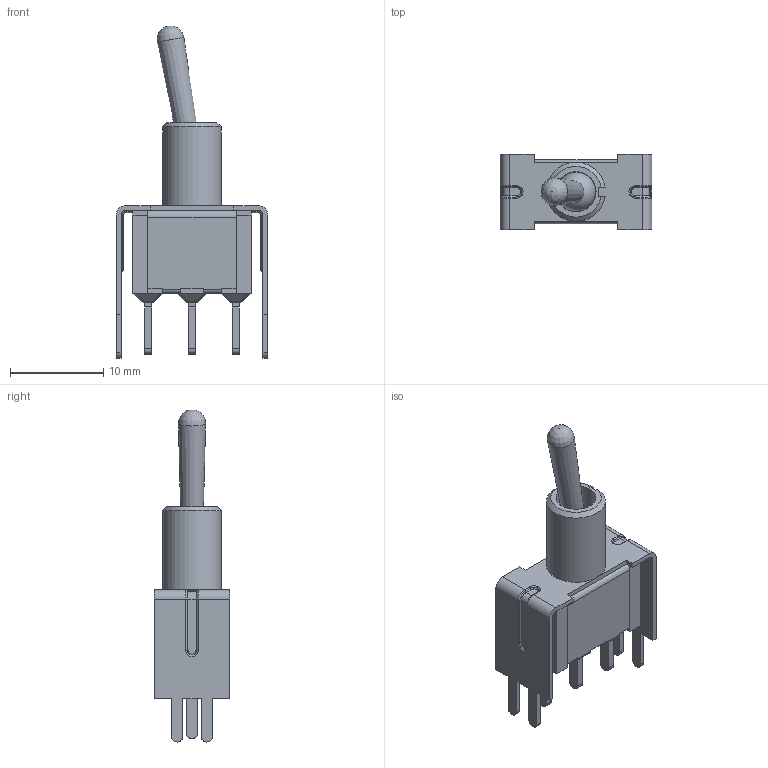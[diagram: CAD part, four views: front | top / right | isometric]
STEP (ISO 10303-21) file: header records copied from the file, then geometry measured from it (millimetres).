
FILE_DESCRIPTION(/* description */ ('100SP1T2B9M1RE','CAx-IF Rec.Pracs.---Representation and Presentation of Product Manufacturing Information (PMI)---4.0---2014-10-13'),/* implementation_level */ '2;1');
FILE_NAME(/* name */ '100SPxT1B1VS2xE.stp',/* time_stamp */ '2019-07-16T15:08:10-05:00',/* author */ ('mwilliams'),/* organization */ (''),/* preprocessor_version */ 'ST-DEVELOPER v17',/* originating_system */ 'Autodesk Inventor 2018',/* authorisation */ '');
FILE_SCHEMA (('AP242_MANAGED_MODEL_BASED_3D_ENGINEERING_MIM_LF { 1 0 10303 442 1 1 4 }'));
Length unit declared in the file: millimetre
Products named in the file (7): T111035; 100-300BODY; 100-300SPXBRACKET; 100 T1; 100B1BUSHING_2; 100 SP M2 Terminal Gold; 100-300SPXVS2
Assembly tree (6 placements, depth 2):
  T111035
    100-300BODY
    100-300SPXBRACKET
    100 T1
    100B1BUSHING_2
    100 SP M2 Terminal Gold
    100-300SPXVS2
Bounding box: 16.26 x 8.13 x 35.67 mm (x, y, z)
Volume: 1221.4 mm3; surface area: 2461.4 mm2
Topology: 8 solids, 8 shells, 339 faces, 849 edges, 520 vertices
Faces by surface type: plane 186, cylinder 104, torus 32, sphere 13, cone 3, bspline 1
Full cylindrical faces by diameter (mm): 1.65 x1, 4.3 x1
Entity records: 10273 total; most frequent: DIRECTION 1790, CARTESIAN_POINT 1757, ORIENTED_EDGE 1674, EDGE_CURVE 837, AXIS2_PLACEMENT_3D 604, LINE 582, VECTOR 582, VERTEX_POINT 520
